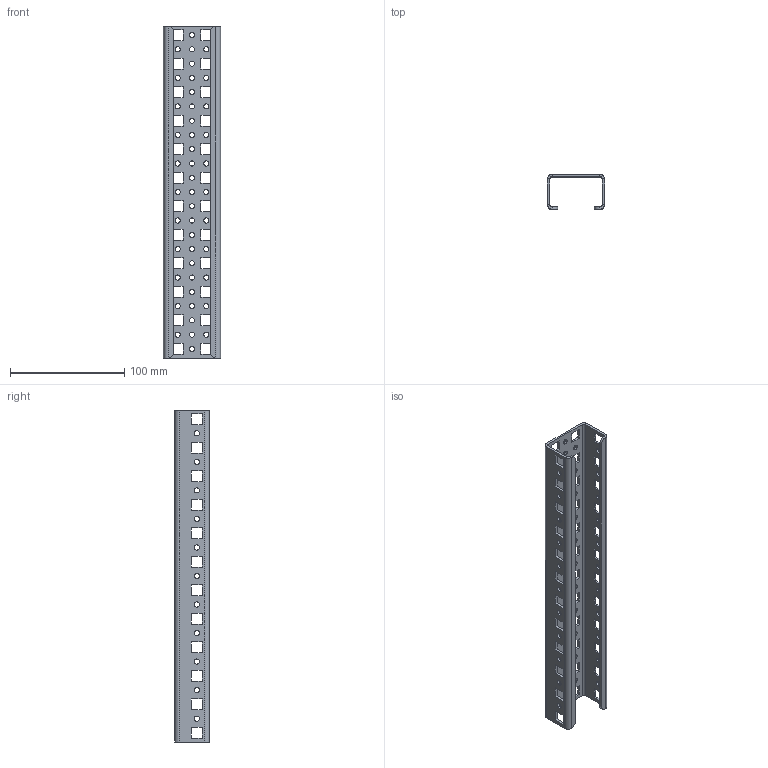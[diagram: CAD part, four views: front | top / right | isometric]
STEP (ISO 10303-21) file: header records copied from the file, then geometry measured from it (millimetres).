
FILE_DESCRIPTION (( 'STEP AP214' ), '1' );
FILE_NAME ('944.040.STEP', '2024-08-22T09:06:39', ( '' ), ( '' ), 'SwSTEP 2.0', 'SolidWorks 2021', '' );
FILE_SCHEMA (( 'AUTOMOTIVE_DESIGN' ));
Length unit declared in the file: millimetre
Products named in the file (1): 944.040
Bounding box: 50 x 30.5 x 291 mm (x, y, z)
Volume: 56586.3 mm3; surface area: 63739 mm2
Topology: 1 solids, 1 shells, 364 faces, 1054 edges, 692 vertices
Faces by surface type: plane 218, cylinder 146
Entity records: 12468 total; most frequent: CARTESIAN_POINT 2111, ORIENTED_EDGE 2108, DIRECTION 2076, EDGE_CURVE 1054, VECTOR 762, LINE 762, VERTEX_POINT 692, AXIS2_PLACEMENT_3D 657
